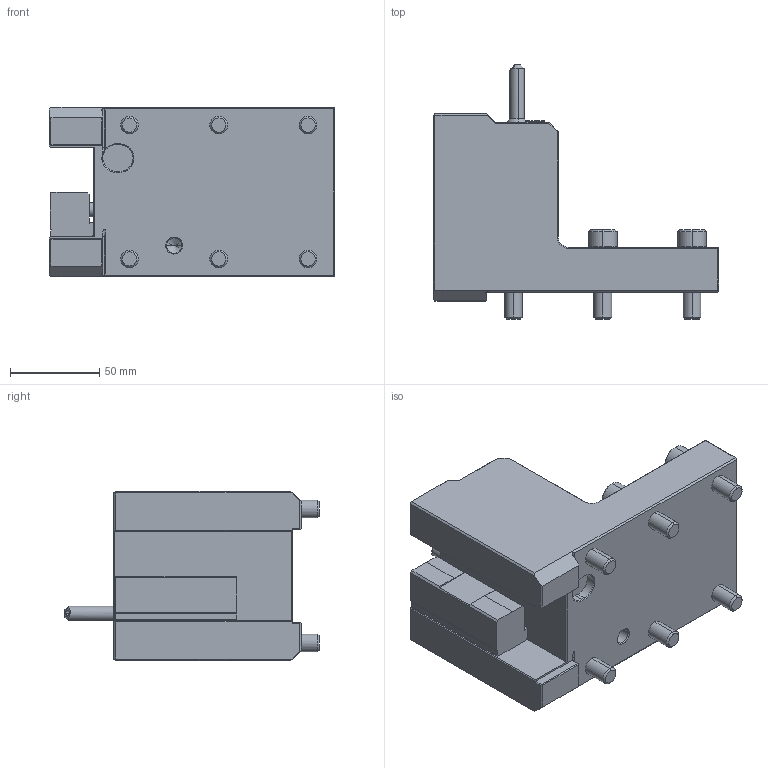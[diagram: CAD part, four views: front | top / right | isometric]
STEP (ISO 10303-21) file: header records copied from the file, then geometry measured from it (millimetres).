
FILE_DESCRIPTION((''),'2;1');
FILE_NAME('NGT_OD_25_100_JC','2021-10-13T',('vali'),('NOVA GRUP'),'PRO/ENGINEER BY PARAMETRIC TECHNOLOGY CORPORATION, 2010280','PRO/ENGINEER BY PARAMETRIC TECHNOLOGY CORPORATION, 2010280','');
FILE_SCHEMA(('CONFIG_CONTROL_DESIGN'));
Length unit declared in the file: millimetre
Products named in the file (1): NGT_OD_25_100_JC
Bounding box: 160 x 142.34 x 95 mm (x, y, z)
Volume: 791200.3 mm3; surface area: 80460.8 mm2
Topology: 1 solids, 1 shells, 280 faces, 669 edges, 407 vertices
Faces by surface type: plane 163, cylinder 70, cone 35, torus 10, sphere 2
Entity records: 8726 total; most frequent: CARTESIAN_POINT 2254, ORIENTED_EDGE 1334, DIRECTION 1293, EDGE_CURVE 667, VECTOR 479, LINE 479, AXIS2_PLACEMENT_3D 407, VERTEX_POINT 407
